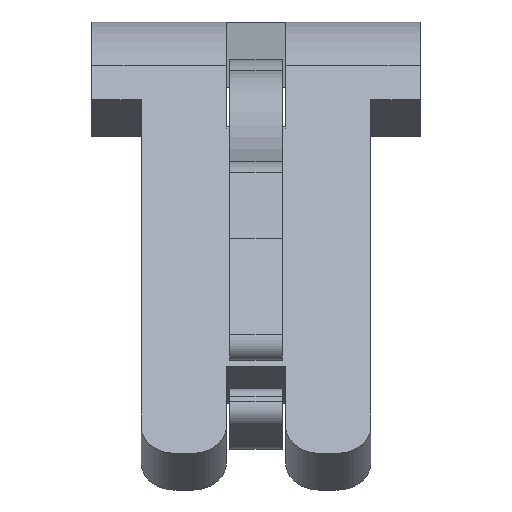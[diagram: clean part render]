
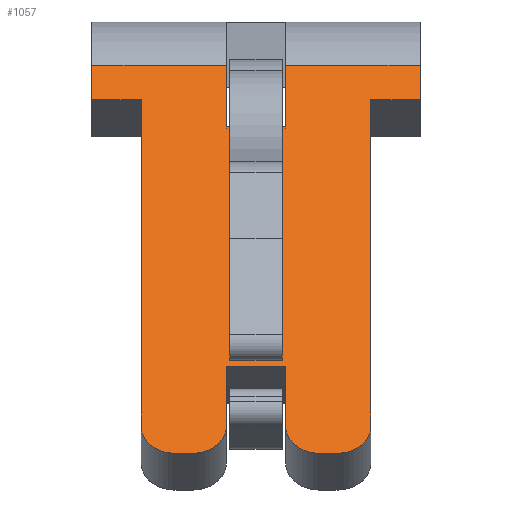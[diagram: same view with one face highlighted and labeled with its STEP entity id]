
A CAD part, top view. The second image highlights one B-rep face of the part: STEP entity #1057.
In plain terms, the highlighted planar face has unit normal (0, 0.559, 0.829).
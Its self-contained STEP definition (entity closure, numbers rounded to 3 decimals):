
#36=CIRCLE('',#1129,1.);
#37=CIRCLE('',#1130,1.);
#38=CIRCLE('',#1131,1.);
#39=CIRCLE('',#1132,1.);
#108=ORIENTED_EDGE('',*,*,#429,.F.);
#109=ORIENTED_EDGE('',*,*,#430,.T.);
#110=ORIENTED_EDGE('',*,*,#431,.F.);
#111=ORIENTED_EDGE('',*,*,#432,.T.);
#112=ORIENTED_EDGE('',*,*,#433,.F.);
#113=ORIENTED_EDGE('',*,*,#434,.F.);
#114=ORIENTED_EDGE('',*,*,#435,.F.);
#115=ORIENTED_EDGE('',*,*,#436,.F.);
#116=ORIENTED_EDGE('',*,*,#437,.T.);
#117=ORIENTED_EDGE('',*,*,#427,.T.);
#118=ORIENTED_EDGE('',*,*,#438,.T.);
#119=ORIENTED_EDGE('',*,*,#439,.T.);
#120=ORIENTED_EDGE('',*,*,#440,.T.);
#121=ORIENTED_EDGE('',*,*,#441,.F.);
#122=ORIENTED_EDGE('',*,*,#442,.T.);
#123=ORIENTED_EDGE('',*,*,#412,.T.);
#124=ORIENTED_EDGE('',*,*,#443,.T.);
#125=ORIENTED_EDGE('',*,*,#444,.F.);
#126=ORIENTED_EDGE('',*,*,#445,.F.);
#127=ORIENTED_EDGE('',*,*,#446,.T.);
#128=ORIENTED_EDGE('',*,*,#447,.F.);
#129=ORIENTED_EDGE('',*,*,#448,.F.);
#130=ORIENTED_EDGE('',*,*,#409,.F.);
#131=ORIENTED_EDGE('',*,*,#449,.F.);
#409=EDGE_CURVE('',#570,#571,#677,.T.);
#412=EDGE_CURVE('',#573,#572,#680,.T.);
#427=EDGE_CURVE('',#587,#586,#693,.T.);
#429=EDGE_CURVE('',#588,#589,#695,.T.);
#430=EDGE_CURVE('',#588,#590,#696,.T.);
#431=EDGE_CURVE('',#591,#590,#697,.T.);
#432=EDGE_CURVE('',#591,#592,#698,.T.);
#433=EDGE_CURVE('',#593,#592,#699,.T.);
#434=EDGE_CURVE('',#594,#593,#700,.T.);
#435=EDGE_CURVE('',#595,#594,#701,.T.);
#436=EDGE_CURVE('',#596,#595,#702,.T.);
#437=EDGE_CURVE('',#596,#587,#36,.T.);
#438=EDGE_CURVE('',#586,#597,#37,.T.);
#439=EDGE_CURVE('',#597,#598,#703,.T.);
#440=EDGE_CURVE('',#598,#599,#704,.T.);
#441=EDGE_CURVE('',#600,#599,#705,.T.);
#442=EDGE_CURVE('',#600,#573,#38,.T.);
#443=EDGE_CURVE('',#572,#601,#39,.T.);
#444=EDGE_CURVE('',#602,#601,#706,.T.);
#445=EDGE_CURVE('',#603,#602,#707,.T.);
#446=EDGE_CURVE('',#603,#604,#708,.T.);
#447=EDGE_CURVE('',#605,#604,#709,.T.);
#448=EDGE_CURVE('',#571,#605,#710,.T.);
#449=EDGE_CURVE('',#589,#570,#711,.T.);
#570=VERTEX_POINT('',#1553);
#571=VERTEX_POINT('',#1555);
#572=VERTEX_POINT('',#1559);
#573=VERTEX_POINT('',#1561);
#586=VERTEX_POINT('',#1590);
#587=VERTEX_POINT('',#1592);
#588=VERTEX_POINT('',#1596);
#589=VERTEX_POINT('',#1597);
#590=VERTEX_POINT('',#1599);
#591=VERTEX_POINT('',#1601);
#592=VERTEX_POINT('',#1603);
#593=VERTEX_POINT('',#1605);
#594=VERTEX_POINT('',#1607);
#595=VERTEX_POINT('',#1609);
#596=VERTEX_POINT('',#1611);
#597=VERTEX_POINT('',#1614);
#598=VERTEX_POINT('',#1616);
#599=VERTEX_POINT('',#1618);
#600=VERTEX_POINT('',#1620);
#601=VERTEX_POINT('',#1623);
#602=VERTEX_POINT('',#1625);
#603=VERTEX_POINT('',#1627);
#604=VERTEX_POINT('',#1629);
#605=VERTEX_POINT('',#1631);
#677=LINE('',#1554,#799);
#680=LINE('',#1560,#802);
#693=LINE('',#1591,#815);
#695=LINE('',#1595,#817);
#696=LINE('',#1598,#818);
#697=LINE('',#1600,#819);
#698=LINE('',#1602,#820);
#699=LINE('',#1604,#821);
#700=LINE('',#1606,#822);
#701=LINE('',#1608,#823);
#702=LINE('',#1610,#824);
#703=LINE('',#1615,#825);
#704=LINE('',#1617,#826);
#705=LINE('',#1619,#827);
#706=LINE('',#1624,#828);
#707=LINE('',#1626,#829);
#708=LINE('',#1628,#830);
#709=LINE('',#1630,#831);
#710=LINE('',#1632,#832);
#711=LINE('',#1633,#833);
#799=VECTOR('',#1234,1000.);
#802=VECTOR('',#1239,1000.);
#815=VECTOR('',#1260,1000.);
#817=VECTOR('',#1264,1000.);
#818=VECTOR('',#1265,1000.);
#819=VECTOR('',#1266,1000.);
#820=VECTOR('',#1267,1000.);
#821=VECTOR('',#1268,1000.);
#822=VECTOR('',#1269,1000.);
#823=VECTOR('',#1270,1000.);
#824=VECTOR('',#1271,1000.);
#825=VECTOR('',#1276,1000.);
#826=VECTOR('',#1277,1000.);
#827=VECTOR('',#1278,1000.);
#828=VECTOR('',#1283,1000.);
#829=VECTOR('',#1284,1000.);
#830=VECTOR('',#1285,1000.);
#831=VECTOR('',#1286,1000.);
#832=VECTOR('',#1287,1000.);
#833=VECTOR('',#1288,1000.);
#915=EDGE_LOOP('',(#108,#109,#110,#111,#112,#113,#114,#115,#116,#117,#118,
#119,#120,#121,#122,#123,#124,#125,#126,#127,#128,#129,#130,#131));
#969=FACE_BOUND('',#915,.T.);
#1023=PLANE('',#1128);
#1057=ADVANCED_FACE('',(#969),#1023,.F.);
#1128=AXIS2_PLACEMENT_3D('',#1594,#1262,#1263);
#1129=AXIS2_PLACEMENT_3D('',#1612,#1272,#1273);
#1130=AXIS2_PLACEMENT_3D('',#1613,#1274,#1275);
#1131=AXIS2_PLACEMENT_3D('',#1621,#1279,#1280);
#1132=AXIS2_PLACEMENT_3D('',#1622,#1281,#1282);
#1234=DIRECTION('',(1.,0.,0.));
#1239=DIRECTION('',(1.,0.,0.));
#1260=DIRECTION('',(1.,0.,0.));
#1262=DIRECTION('',(0.,-0.559,-0.829));
#1263=DIRECTION('',(0.,0.829,-0.559));
#1264=DIRECTION('',(1.,0.,0.));
#1265=DIRECTION('',(0.,0.829,-0.559));
#1266=DIRECTION('',(1.,0.,0.));
#1267=DIRECTION('',(0.,0.829,-0.559));
#1268=DIRECTION('',(1.,0.,0.));
#1269=DIRECTION('',(0.,0.829,-0.559));
#1270=DIRECTION('',(-1.,0.,0.));
#1271=DIRECTION('',(0.,0.829,-0.559));
#1272=DIRECTION('',(0.,0.559,0.829));
#1273=DIRECTION('',(0.,0.829,-0.559));
#1274=DIRECTION('',(0.,0.559,0.829));
#1275=DIRECTION('',(0.,0.829,-0.559));
#1276=DIRECTION('',(0.,0.829,-0.559));
#1277=DIRECTION('',(1.,0.,0.));
#1278=DIRECTION('',(0.,0.829,-0.559));
#1279=DIRECTION('',(0.,0.559,0.829));
#1280=DIRECTION('',(0.,0.829,-0.559));
#1281=DIRECTION('',(0.,0.559,0.829));
#1282=DIRECTION('',(0.,0.829,-0.559));
#1283=DIRECTION('',(0.,-0.829,0.559));
#1284=DIRECTION('',(-1.,0.,0.));
#1285=DIRECTION('',(0.,0.829,-0.559));
#1286=DIRECTION('',(1.,0.,0.));
#1287=DIRECTION('',(0.,0.829,-0.559));
#1288=DIRECTION('',(0.,0.829,-0.559));
#1553=CARTESIAN_POINT('',(5.8,11.065,16.025));
#1554=CARTESIAN_POINT('',(4.1,11.065,16.025));
#1555=CARTESIAN_POINT('',(5.9,11.065,16.025));
#1559=CARTESIAN_POINT('',(7.5,1.117,22.735));
#1560=CARTESIAN_POINT('',(0.,1.117,22.735));
#1561=CARTESIAN_POINT('',(6.9,1.117,22.735));
#1590=CARTESIAN_POINT('',(3.1,1.117,22.735));
#1591=CARTESIAN_POINT('',(0.,1.117,22.735));
#1592=CARTESIAN_POINT('',(2.5,1.117,22.735));
#1594=CARTESIAN_POINT('',(0.,1.117,22.735));
#1595=CARTESIAN_POINT('',(0.,9.408,17.142));
#1596=CARTESIAN_POINT('',(4.2,9.408,17.142));
#1597=CARTESIAN_POINT('',(5.8,9.408,17.142));
#1598=CARTESIAN_POINT('',(4.2,1.117,22.735));
#1599=CARTESIAN_POINT('',(4.2,11.065,16.025));
#1600=CARTESIAN_POINT('',(4.1,11.065,16.025));
#1601=CARTESIAN_POINT('',(4.1,11.065,16.025));
#1602=CARTESIAN_POINT('',(4.1,1.117,22.735));
#1603=CARTESIAN_POINT('',(4.1,12.948,14.755));
#1604=CARTESIAN_POINT('',(0.,12.948,14.755));
#1605=CARTESIAN_POINT('',(0.,12.948,14.755));
#1606=CARTESIAN_POINT('',(0.,1.117,22.735));
#1607=CARTESIAN_POINT('',(0.,11.894,15.465));
#1608=CARTESIAN_POINT('',(1.5,11.894,15.465));
#1609=CARTESIAN_POINT('',(1.5,11.894,15.465));
#1610=CARTESIAN_POINT('',(1.5,1.946,22.176));
#1611=CARTESIAN_POINT('',(1.5,1.946,22.176));
#1612=CARTESIAN_POINT('',(2.5,1.946,22.176));
#1613=CARTESIAN_POINT('',(3.1,1.946,22.176));
#1614=CARTESIAN_POINT('',(4.1,1.946,22.176));
#1615=CARTESIAN_POINT('',(4.1,1.117,22.735));
#1616=CARTESIAN_POINT('',(4.1,3.77,20.946));
#1617=CARTESIAN_POINT('',(4.1,3.77,20.946));
#1618=CARTESIAN_POINT('',(5.9,3.77,20.946));
#1619=CARTESIAN_POINT('',(5.9,1.117,22.735));
#1620=CARTESIAN_POINT('',(5.9,1.946,22.176));
#1621=CARTESIAN_POINT('',(6.9,1.946,22.176));
#1622=CARTESIAN_POINT('',(7.5,1.946,22.176));
#1623=CARTESIAN_POINT('',(8.5,1.946,22.176));
#1624=CARTESIAN_POINT('',(8.5,11.894,15.465));
#1625=CARTESIAN_POINT('',(8.5,11.894,15.465));
#1626=CARTESIAN_POINT('',(10.,11.894,15.465));
#1627=CARTESIAN_POINT('',(10.,11.894,15.465));
#1628=CARTESIAN_POINT('',(10.,1.117,22.735));
#1629=CARTESIAN_POINT('',(10.,12.948,14.755));
#1630=CARTESIAN_POINT('',(0.,12.948,14.755));
#1631=CARTESIAN_POINT('',(5.9,12.948,14.755));
#1632=CARTESIAN_POINT('',(5.9,1.117,22.735));
#1633=CARTESIAN_POINT('',(5.8,1.117,22.735));
